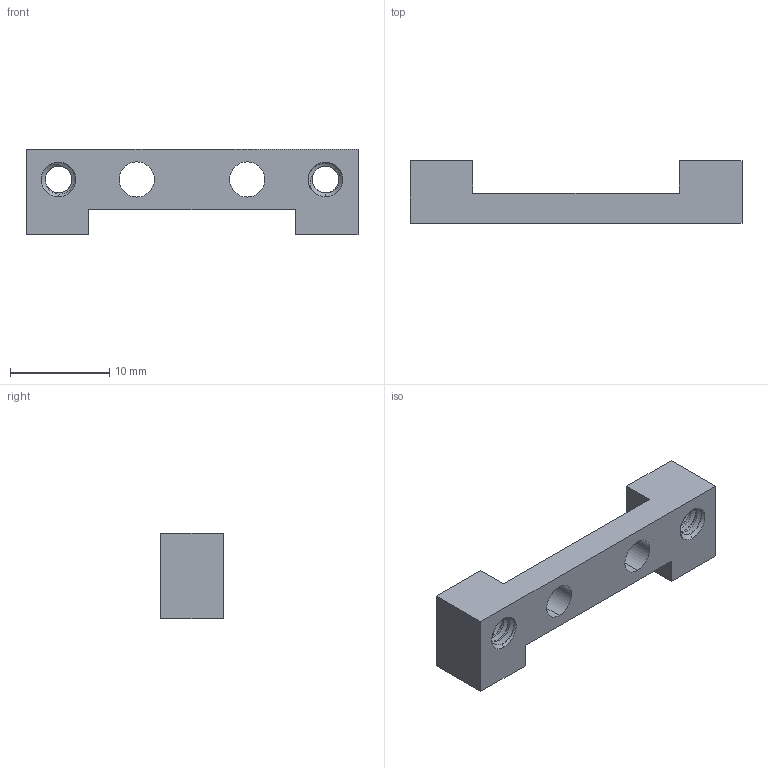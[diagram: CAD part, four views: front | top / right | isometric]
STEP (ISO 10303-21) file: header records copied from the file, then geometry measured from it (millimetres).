
FILE_DESCRIPTION (( 'STEP AP203' ), '1' );
FILE_NAME ('585598.STEP', '2017-07-05T18:54:20', ( '' ), ( '' ), 'SwSTEP 2.0', 'SolidWorks 2016', '' );
FILE_SCHEMA (( 'CONFIG_CONTROL_DESIGN' ));
Length unit declared in the file: inch
Products named in the file (1): 585598
Bounding box: 33.53 x 6.34 x 8.63 mm (x, y, z)
Volume: 864.2 mm3; surface area: 1214.7 mm2
Topology: 1 solids, 1 shells, 175 faces, 515 edges, 340 vertices
Faces by surface type: cylinder 121, bspline 22, cone 20, plane 12
Entity records: 17436 total; most frequent: CARTESIAN_POINT 13588, ORIENTED_EDGE 1030, DIRECTION 537, EDGE_CURVE 515, VERTEX_POINT 340, AXIS2_PLACEMENT_3D 199, EDGE_LOOP 185, ADVANCED_FACE 175
